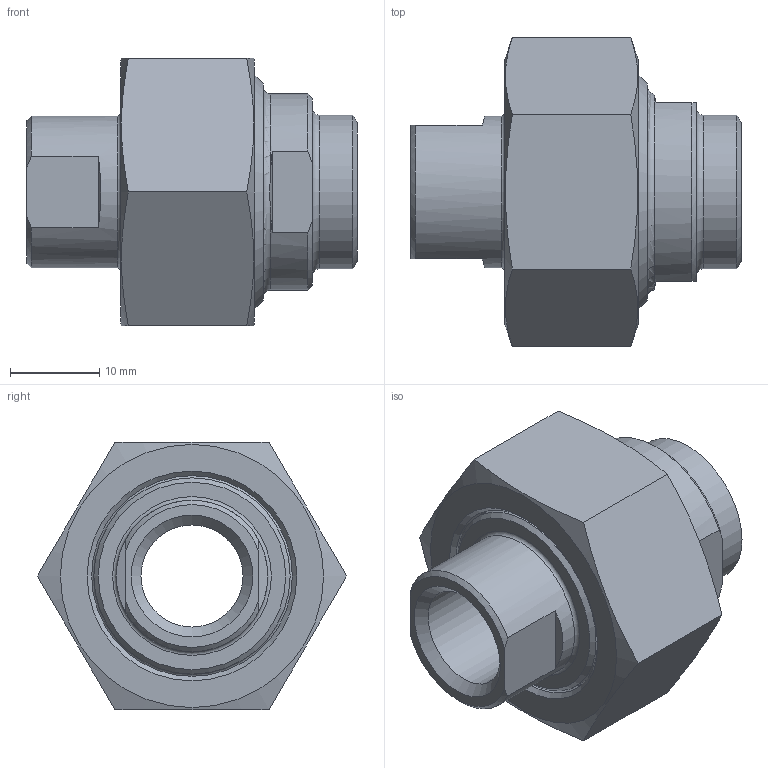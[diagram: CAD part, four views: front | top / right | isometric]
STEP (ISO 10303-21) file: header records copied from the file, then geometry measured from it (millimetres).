
FILE_DESCRIPTION(/* description */ (''),/* implementation_level */ '2;1');
FILE_NAME(/* name */ '3D_R134-E-SG-DN8-17.2_17101707.stp',/* time_stamp */ '2021-06-30T14:24:55+02:00',/* author */ ('cad'),/* organization */ (''),/* preprocessor_version */ 'ST-DEVELOPER v18.1',/* originating_system */ 'Autodesk Inventor 2022',/* authorisation */ '');
FILE_SCHEMA (('AUTOMOTIVE_DESIGN { 1 0 10303 214 3 1 1 }'));
Length unit declared in the file: millimetre
Products named in the file (4): 3D_R134-E-SG-DN8-17.2_17101707; 3D_R134-M-DN10_171011605; 3D_R134-SG-17.2_171011505; 3D_R134-E-DN8-DN10_171011007
Assembly tree (3 placements, depth 2):
  3D_R134-E-SG-DN8-17.2_17101707
    3D_R134-M-DN10_171011605
    3D_R134-SG-17.2_171011505
    3D_R134-E-DN8-DN10_171011007
Bounding box: 37 x 34.64 x 30 mm (x, y, z)
Volume: 12456.5 mm3; surface area: 8764 mm2
Topology: 3 solids, 3 shells, 70 faces, 164 edges, 107 vertices
Faces by surface type: plane 27, cone 21, cylinder 12, torus 10
Full cylindrical faces by diameter (mm): 11.445 x1, 14 x1, 14.2 x1, 17 x1, 17.2 x1, 22 x1, 22.5 x1, 25 x1, 25.376 x1, 26.85 x1
Entity records: 2185 total; most frequent: CARTESIAN_POINT 400, DIRECTION 387, ORIENTED_EDGE 328, AXIS2_PLACEMENT_3D 169, EDGE_CURVE 164, VERTEX_POINT 107, CIRCLE 86, EDGE_LOOP 83
